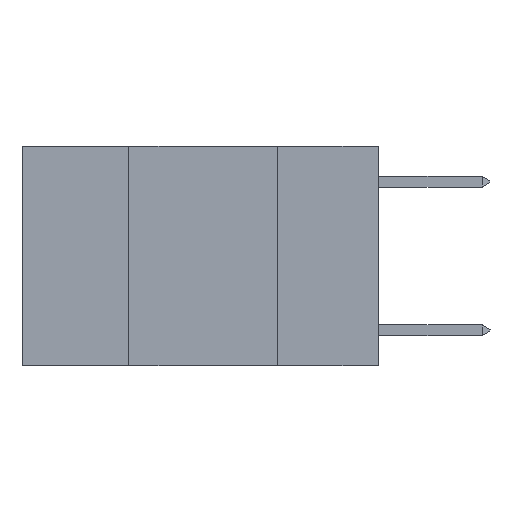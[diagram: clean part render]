
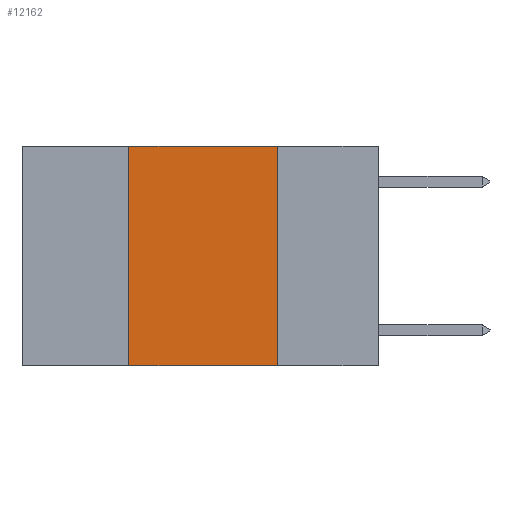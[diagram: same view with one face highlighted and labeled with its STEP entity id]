
A CAD part, left-side view. The second image highlights one B-rep face of the part: STEP entity #12162.
In plain terms, the highlighted planar face has unit normal (-1, 0, 0).
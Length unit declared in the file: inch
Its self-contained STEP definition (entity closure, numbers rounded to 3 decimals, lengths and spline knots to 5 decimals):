
#1077 = VECTOR ( 'NONE', #22440, 39.37008 ) ;
#1083 = LINE ( 'NONE', #22896, #1077 ) ;
#1339 = EDGE_CURVE ( 'NONE', #22145, #13492, #1083, .T. ) ;
#2329 = DIRECTION ( 'NONE',  ( 0., -1., 0. ) ) ;
#4499 = LINE ( 'NONE', #16235, #28197 ) ;
#8577 = CARTESIAN_POINT ( 'NONE',  ( 0., 0.6, -0.37 ) ) ;
#8686 = DIRECTION ( 'NONE',  ( 0., -1., 0. ) ) ;
#10888 = CARTESIAN_POINT ( 'NONE',  ( 0., 0.42, 0. ) ) ;
#11292 = DIRECTION ( 'NONE',  ( 0., 0., -1. ) ) ;
#12162 = ADVANCED_FACE ( 'NONE', ( #16793 ), #20383, .F. ) ;
#13396 = CARTESIAN_POINT ( 'NONE',  ( 0., 0.42, -0.37 ) ) ;
#13492 = VERTEX_POINT ( 'NONE', #10888 ) ;
#14399 = ORIENTED_EDGE ( 'NONE', *, *, #1339, .F. ) ;
#14963 = AXIS2_PLACEMENT_3D ( 'NONE', #22675, #24927, #11292 ) ;
#15152 = VECTOR ( 'NONE', #8686, 39.37008 ) ;
#15517 = ORIENTED_EDGE ( 'NONE', *, *, #21281, .T. ) ;
#15675 = ORIENTED_EDGE ( 'NONE', *, *, #29724, .F. ) ;
#16235 = CARTESIAN_POINT ( 'NONE',  ( 0., 0.17, 0. ) ) ;
#16631 = CARTESIAN_POINT ( 'NONE',  ( 0., 0.17, -0.37 ) ) ;
#16793 = FACE_OUTER_BOUND ( 'NONE', #29008, .T. ) ;
#16913 = EDGE_CURVE ( 'NONE', #13492, #20776, #24641, .T. ) ;
#18670 = VECTOR ( 'NONE', #2329, 39.37008 ) ;
#20234 = VERTEX_POINT ( 'NONE', #16631 ) ;
#20383 = PLANE ( 'NONE',  #14963 ) ;
#20776 = VERTEX_POINT ( 'NONE', #27612 ) ;
#21196 = LINE ( 'NONE', #8577, #15152 ) ;
#21281 = EDGE_CURVE ( 'NONE', #22145, #20234, #21196, .T. ) ;
#22145 = VERTEX_POINT ( 'NONE', #13396 ) ;
#22440 = DIRECTION ( 'NONE',  ( 0., 0., 1. ) ) ;
#22472 = ORIENTED_EDGE ( 'NONE', *, *, #16913, .F. ) ;
#22675 = CARTESIAN_POINT ( 'NONE',  ( 0., 0.6, 0. ) ) ;
#22896 = CARTESIAN_POINT ( 'NONE',  ( 0., 0.42, 0. ) ) ;
#24641 = LINE ( 'NONE', #25584, #18670 ) ;
#24927 = DIRECTION ( 'NONE',  ( 1., 0., 0. ) ) ;
#25584 = CARTESIAN_POINT ( 'NONE',  ( 0., 0.6, 0. ) ) ;
#27612 = CARTESIAN_POINT ( 'NONE',  ( 0., 0.17, 0. ) ) ;
#28197 = VECTOR ( 'NONE', #29698, 39.37008 ) ;
#29008 = EDGE_LOOP ( 'NONE', ( #15675, #22472, #14399, #15517 ) ) ;
#29698 = DIRECTION ( 'NONE',  ( 0., 0., -1. ) ) ;
#29724 = EDGE_CURVE ( 'NONE', #20776, #20234, #4499, .T. ) ;
